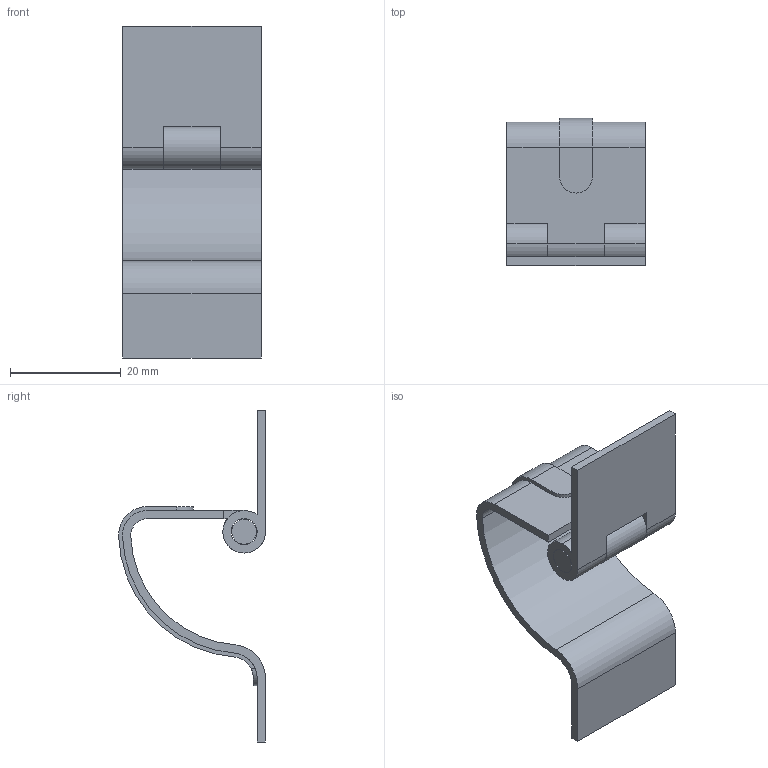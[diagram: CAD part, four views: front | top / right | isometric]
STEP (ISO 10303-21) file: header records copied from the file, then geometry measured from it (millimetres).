
FILE_DESCRIPTION (( 'STEP AP203' ), '1' );
FILE_NAME ('B-1008-15.STEP', '2009-01-07T04:09:08', ( ' ' ), ( ' ' ), 'SwSTEP 2.0', 'SolidWorks 2007', '' );
FILE_SCHEMA (( 'CONFIG_CONTROL_DESIGN' ));
Length unit declared in the file: millimetre
Products named in the file (4): B-1008-15; B-1008-15幉__棉太倌; B-1008-15僸儞僕A__棉太倌; B-1008-15僸儞僕B__棉太倌
Assembly tree (3 placements, depth 2):
  B-1008-15
    B-1008-15僸儞僕A__棉太倌
    B-1008-15幉__棉太倌
    B-1008-15僸儞僕B__棉太倌
Bounding box: 25 x 26.53 x 60 mm (x, y, z)
Volume: 4728.3 mm3; surface area: 6452.3 mm2
Topology: 3 solids, 3 shells, 56 faces, 150 edges, 100 vertices
Faces by surface type: cylinder 31, plane 25
Entity records: 2214 total; most frequent: CARTESIAN_POINT 332, DIRECTION 332, ORIENTED_EDGE 300, EDGE_CURVE 150, AXIS2_PLACEMENT_3D 124, VERTEX_POINT 100, LINE 84, VECTOR 84
